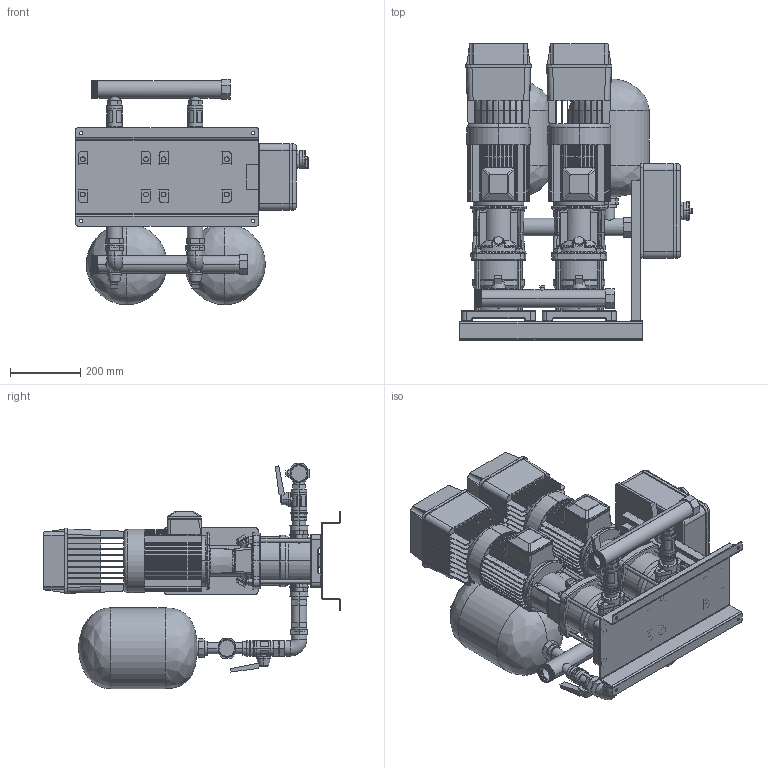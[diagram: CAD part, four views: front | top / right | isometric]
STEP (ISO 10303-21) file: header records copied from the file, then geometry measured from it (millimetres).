
FILE_DESCRIPTION (( 'STEP AP214' ), '1' );
FILE_NAME ('2SBI_5-10_TE_ZB00050634.STEP', '2022-01-16T18:44:10', ( '' ), ( '' ), 'SwSTEP 2.0', 'SolidWorks 2020', '' );
FILE_SCHEMA (( 'AUTOMOTIVE_DESIGN' ));
Length unit declared in the file: millimetre
Products named in the file (1): 2SBI_5-10_TE_ZB00050634
Bounding box: 662 x 846 x 641.93 mm (x, y, z)
Volume: 60308511 mm3; surface area: 4210075.2 mm2
Topology: 50 solids, 51 shells, 3178 faces, 8228 edges, 5205 vertices
Faces by surface type: plane 1452, cylinder 1035, bspline 392, torus 167, cone 96, sphere 36
Entity records: 175941 total; most frequent: CARTESIAN_POINT 65950, ORIENTED_EDGE 16340, DIRECTION 14352, EDGE_CURVE 8170, VERTEX_POINT 5205, AXIS2_PLACEMENT_3D 5017, VECTOR 4318, LINE 4318
